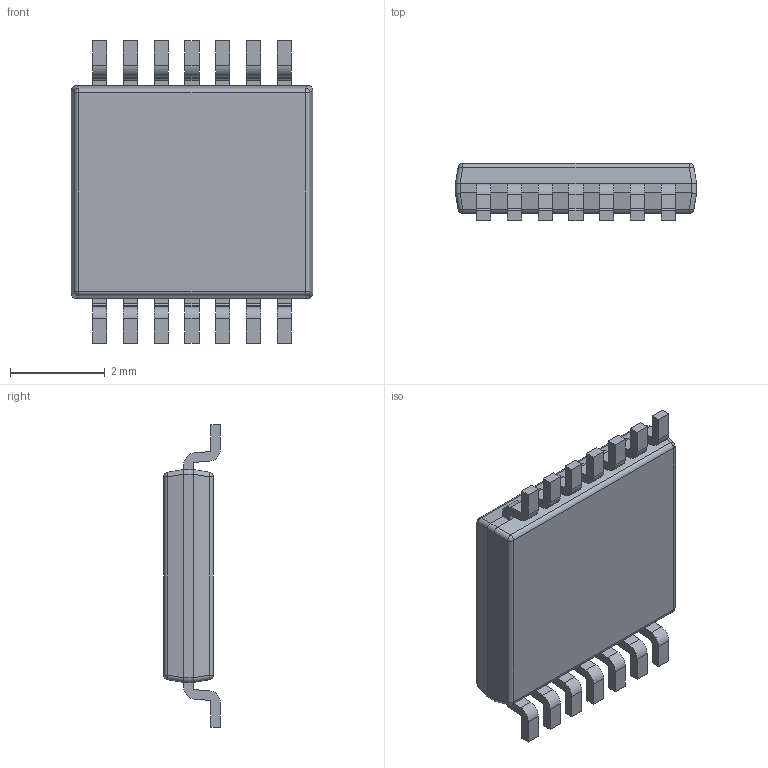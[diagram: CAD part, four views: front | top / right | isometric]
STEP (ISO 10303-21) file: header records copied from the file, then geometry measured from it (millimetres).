
FILE_DESCRIPTION (( 'STEP AP214' ), '1' );
FILE_NAME ('ADA4891-3ARUZ-RL.STEP', '2022-08-05T08:23:22', ( '' ), ( '' ), 'SwSTEP 2.0', 'SolidWorks 2018', '' );
FILE_SCHEMA (( 'AUTOMOTIVE_DESIGN' ));
Length unit declared in the file: millimetre
Products named in the file (1): ADA4891-3ARUZ-RL
Bounding box: 5.1 x 1.2 x 6.4 mm (x, y, z)
Volume: 30.4 mm3; surface area: 180 mm2
Topology: 17 solids, 17 shells, 394 faces, 1064 edges, 696 vertices
Faces by surface type: plane 238, cylinder 148, sphere 8
Entity records: 16338 total; most frequent: CARTESIAN_POINT 2219, ORIENTED_EDGE 2112, DIRECTION 2102, EDGE_CURVE 1056, VECTOR 752, LINE 752, VERTEX_POINT 696, AXIS2_PLACEMENT_3D 675
